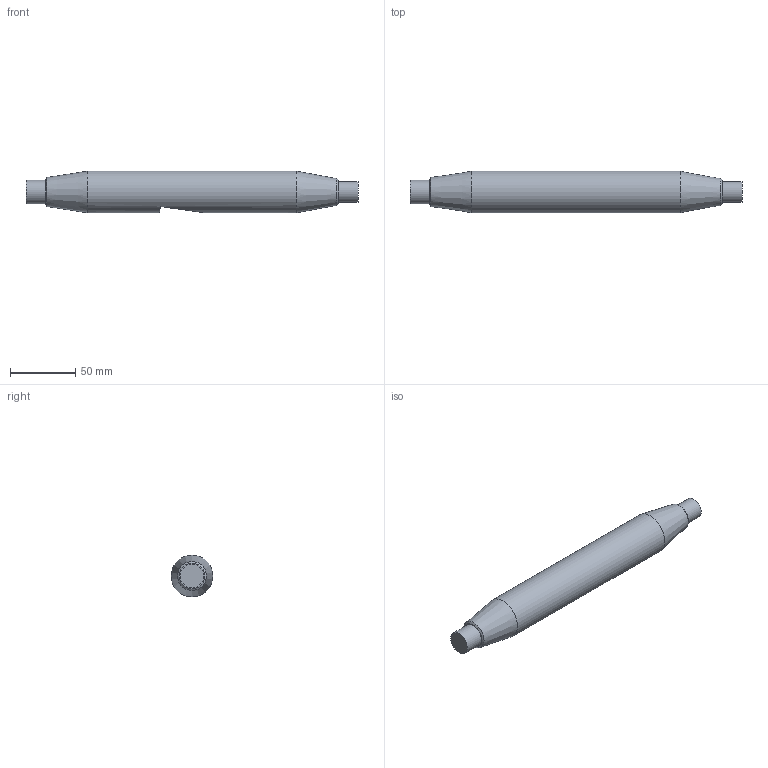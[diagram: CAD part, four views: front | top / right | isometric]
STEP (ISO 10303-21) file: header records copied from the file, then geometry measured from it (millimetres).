
FILE_DESCRIPTION (( 'STEP AP203' ), '1' );
FILE_NAME ('Pivot.STEP', '2020-04-10T21:08:59', ( '' ), ( '' ), 'SwSTEP 2.0', 'SolidWorks 2018', '' );
FILE_SCHEMA (( 'CONFIG_CONTROL_DESIGN' ));
Length unit declared in the file: millimetre
Products named in the file (1): Pivot
Bounding box: 255 x 32 x 32 mm (x, y, z)
Volume: 170736 mm3; surface area: 23833.7 mm2
Topology: 1 solids, 1 shells, 13 faces, 22 edges, 14 vertices
Faces by surface type: plane 6, cone 4, cylinder 3
Full cylindrical faces by diameter (mm): 16 x1, 18 x1, 32 x1
Entity records: 334 total; most frequent: DIRECTION 49, CARTESIAN_POINT 45, ORIENTED_EDGE 26, AXIS2_PLACEMENT_3D 24, EDGE_LOOP 23, FACE_OUTER_BOUND 16, EDGE_CURVE 13, ADVANCED_FACE 13
